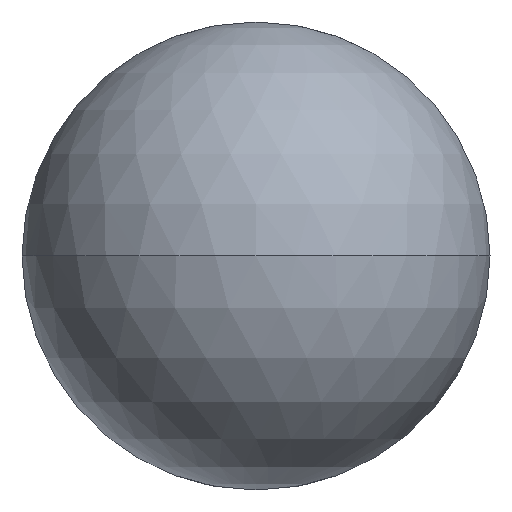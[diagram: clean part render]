
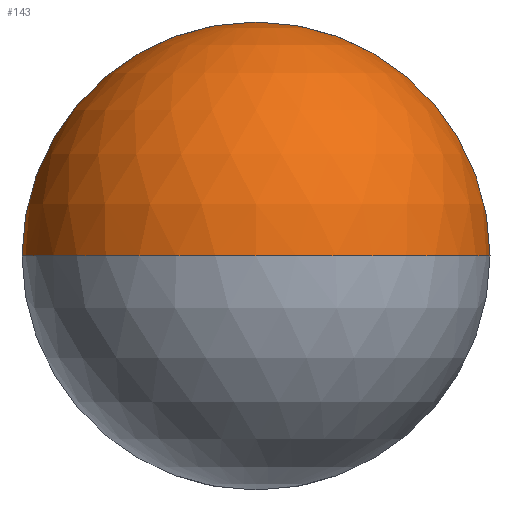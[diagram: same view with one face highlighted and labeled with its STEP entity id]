
A CAD part, front view. The second image highlights one B-rep face of the part: STEP entity #143.
In plain terms, the highlighted spherical face has radius 9.525 mm.
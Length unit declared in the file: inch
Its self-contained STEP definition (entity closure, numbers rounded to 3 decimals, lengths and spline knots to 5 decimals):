
#8 = CIRCLE ( 'NONE', #224, 0.375 ) ;
#37 = ORIENTED_EDGE ( 'NONE', *, *, #160, .T. ) ;
#48 = CARTESIAN_POINT ( 'NONE',  ( -0.375, 0.375, 0. ) ) ;
#61 = AXIS2_PLACEMENT_3D ( 'NONE', #340, #336, #268 ) ;
#62 = SPHERICAL_SURFACE ( 'NONE', #209, 0.375 ) ;
#69 = CIRCLE ( 'NONE', #260, 0.375 ) ;
#72 = CIRCLE ( 'NONE', #125, 0.375 ) ;
#78 = DIRECTION ( 'NONE',  ( 0., 0., -1. ) ) ;
#85 = DIRECTION ( 'NONE',  ( 0., -1., 0. ) ) ;
#102 = EDGE_CURVE ( 'NONE', #354, #286, #239, .T. ) ;
#111 = ORIENTED_EDGE ( 'NONE', *, *, #148, .F. ) ;
#113 = ORIENTED_EDGE ( 'NONE', *, *, #102, .T. ) ;
#125 = AXIS2_PLACEMENT_3D ( 'NONE', #189, #341, #78 ) ;
#126 = CARTESIAN_POINT ( 'NONE',  ( 0.375, 0.375, 0. ) ) ;
#133 = DIRECTION ( 'NONE',  ( 1., 0., 0. ) ) ;
#143 = ADVANCED_FACE ( 'NONE', ( #247 ), #62, .T. ) ;
#148 = EDGE_CURVE ( 'NONE', #200, #286, #8, .T. ) ;
#160 = EDGE_CURVE ( 'NONE', #234, #354, #69, .T. ) ;
#161 = CARTESIAN_POINT ( 'NONE',  ( 0., 0., 0. ) ) ;
#174 = CARTESIAN_POINT ( 'NONE',  ( 0., 0.375, 0. ) ) ;
#189 = CARTESIAN_POINT ( 'NONE',  ( 0., 0.375, 0. ) ) ;
#199 = CARTESIAN_POINT ( 'NONE',  ( 0., 0.375, 0. ) ) ;
#200 = VERTEX_POINT ( 'NONE', #126 ) ;
#209 = AXIS2_PLACEMENT_3D ( 'NONE', #199, #281, #133 ) ;
#222 = CARTESIAN_POINT ( 'NONE',  ( 0., 0.375, 0.375 ) ) ;
#224 = AXIS2_PLACEMENT_3D ( 'NONE', #174, #275, #320 ) ;
#234 = VERTEX_POINT ( 'NONE', #222 ) ;
#239 = CIRCLE ( 'NONE', #61, 0.375 ) ;
#247 = FACE_OUTER_BOUND ( 'NONE', #259, .T. ) ;
#257 = EDGE_CURVE ( 'NONE', #200, #234, #72, .T. ) ;
#258 = DIRECTION ( 'NONE',  ( 0., 0., -1. ) ) ;
#259 = EDGE_LOOP ( 'NONE', ( #37, #113, #111, #282 ) ) ;
#260 = AXIS2_PLACEMENT_3D ( 'NONE', #352, #85, #258 ) ;
#268 = DIRECTION ( 'NONE',  ( 1., 0., 0. ) ) ;
#275 = DIRECTION ( 'NONE',  ( 0., 0., -1. ) ) ;
#281 = DIRECTION ( 'NONE',  ( 0., 0., 1. ) ) ;
#282 = ORIENTED_EDGE ( 'NONE', *, *, #257, .T. ) ;
#286 = VERTEX_POINT ( 'NONE', #161 ) ;
#320 = DIRECTION ( 'NONE',  ( -1., 0., 0. ) ) ;
#336 = DIRECTION ( 'NONE',  ( 0., 0., 1. ) ) ;
#340 = CARTESIAN_POINT ( 'NONE',  ( 0., 0.375, 0. ) ) ;
#341 = DIRECTION ( 'NONE',  ( 0., -1., 0. ) ) ;
#352 = CARTESIAN_POINT ( 'NONE',  ( 0., 0.375, 0. ) ) ;
#354 = VERTEX_POINT ( 'NONE', #48 ) ;
